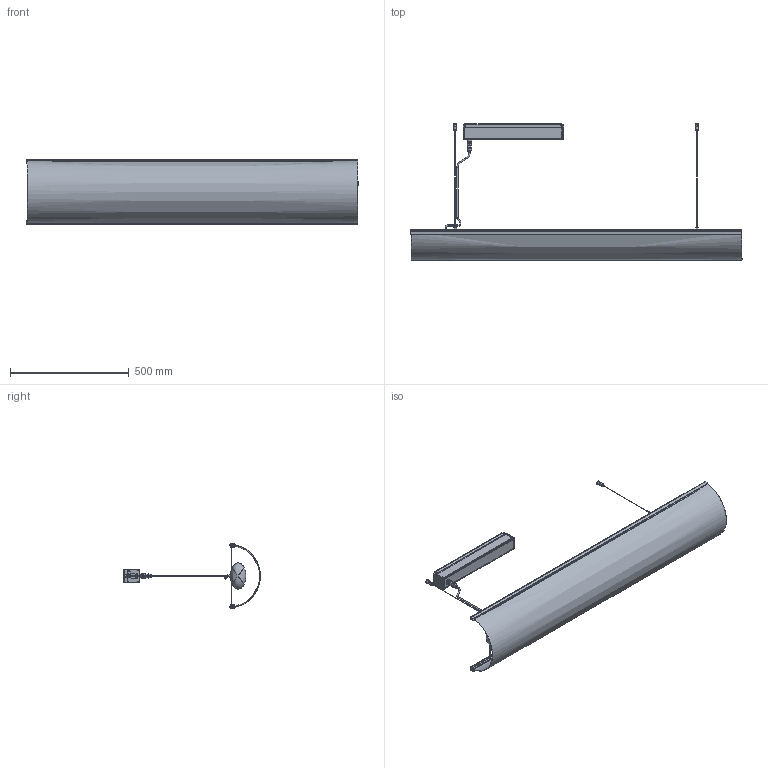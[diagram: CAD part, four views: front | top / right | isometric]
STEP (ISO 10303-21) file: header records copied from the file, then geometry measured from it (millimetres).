
FILE_DESCRIPTION (( 'STEP AP203' ), '1' );
FILE_NAME ('BALIS S-140 OUT 133022xxyyy.STEP', '2022-10-20T12:33:57', ( '' ), ( '' ), 'SwSTEP 2.0', 'SolidWorks 2019', '' );
FILE_SCHEMA (( 'CONFIG_CONTROL_DESIGN' ));
Length unit declared in the file: millimetre
Products named in the file (39): 000-SUB133-002; 914-231; 000-920-004; 133-035; 000-SUB 133 BARILLA LATERAL; 000-133-018; 000-SUB133-010; 000-SUB 133 SUSPENSION CABLE; 000-133-020; 000-133-019; 133-050; 000-MONTAJE LEDS LINEAL IP; 000-D912-35 A2_DIN 912 M3 x 5 --- 5N; 000-133-022; 000-920-025; 000-133-040; BALIS S-140 OUT 133022xxyyy; 000-914-052; 000-133-017; 000-133-026; 000-906-015 - BALIS DRIVER; 000-133-024; 000-SUB133-001; 000-SUB 133 BARILLA CENTRAL; 000-133-027_CURVADA; 000-920-007; 000-133-023; TUERCA M16_150 CONECTOR LLT; D7984-38 A2_D7984-36 A2; 000-133-025; 133-038-12; 914-248; 000-133-001; 000-D7984-48A2_DIN 7984 - M4 x 8 --- 5.9N; D965-410A2; 914-231HP; 000-914-002
Assembly tree (92 placements, depth 5):
  BALIS S-140 OUT 133022xxyyy
    000-SUB133-002
      000-133-001
      000-SUB133-001
        000-MONTAJE LEDS LINEAL IP
          000-914-052
      000-133-017
      000-SUB 133 BARILLA CENTRAL
        000-133-022
        000-133-025  x2
        000-133-023
      000-SUB 133 BARILLA LATERAL
        000-133-022
        000-133-025  x2
        000-133-024
      000-SUB 133 BARILLA LATERAL
        000-133-022
        000-133-025  x2
        000-133-024
      000-133-026  x2
      000-SUB 133 SUSPENSION CABLE
        000-133-018
        000-133-019
        000-133-020
        000-920-025
      000-SUB 133 SUSPENSION CABLE
        000-133-018
        000-133-019
        000-133-020
        000-920-025
      000-D7984-48A2_DIN 7984 - M4 x 8 --- 5.9N  x4
      000-D912-35 A2_DIN 912 M3 x 5 --- 5N  x12
      000-914-002  x16
      000-920-007  x2
      000-920-004  x2
      000-906-015 - BALIS DRIVER
    000-133-027_CURVADA
    000-SUB133-010
      133-050
      914-231HP
      914-231
      TUERCA M16_150 CONECTOR LLT
      133-035  x2
      133-038-12  x2
      000-133-040
      D965-410A2  x2
      D7984-38 A2_D7984-36 A2  x8
      914-248
Bounding box: 1400.25 x 576.43 x 274.22 mm (x, y, z)
Volume: 3026078 mm3; surface area: 2734791.9 mm2
Topology: 99 solids, 103 shells, 3202 faces, 7543 edges, 4692 vertices
Faces by surface type: plane 1421, cylinder 1068, bspline 260, cone 219, torus 198, sphere 36
Entity records: 90580 total; most frequent: CARTESIAN_POINT 41236, DIRECTION 9215, ORIENTED_EDGE 8924, EDGE_CURVE 4468, AXIS2_PLACEMENT_3D 3439, VERTEX_POINT 2845, VECTOR 2337, LINE 2337
